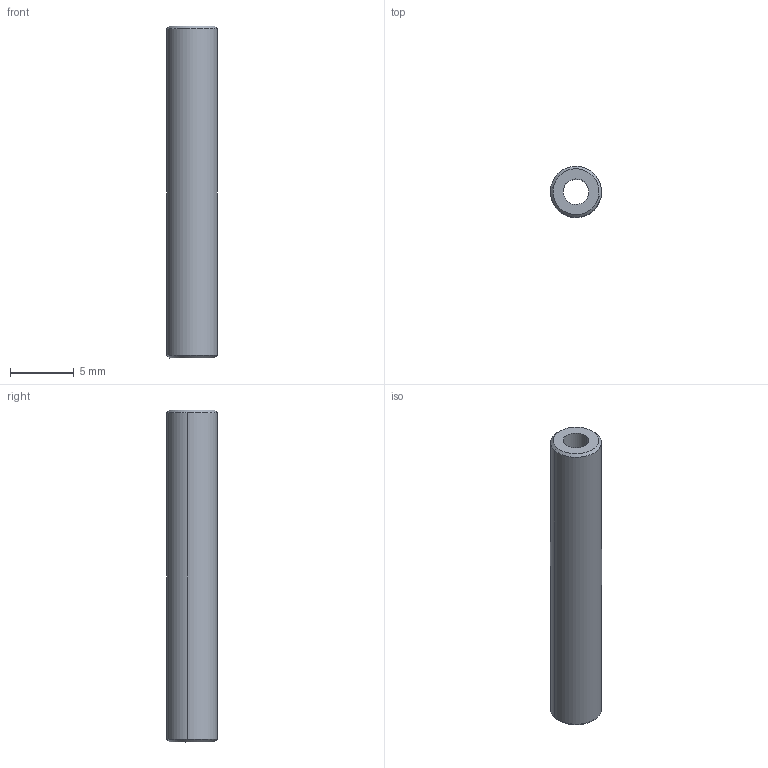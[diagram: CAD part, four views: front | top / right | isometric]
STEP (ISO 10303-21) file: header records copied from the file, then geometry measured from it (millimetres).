
FILE_DESCRIPTION(('FreeCAD Model'),'2;1');
FILE_NAME('Tubo teflon extruder DDG original 01.stp','2016-01-27T22:40:53',('FreeCAD'),( 'FreeCAD'),'Open CASCADE STEP processor 6.8','FreeCAD','Unknown');
FILE_SCHEMA(('AUTOMOTIVE_DESIGN_CC2 { 1 2 10303 214 -1 1 5 4 }'));
Length unit declared in the file: millimetre
Products named in the file (1): Open CASCADE STEP translator 6.8 113
Bounding box: 3.99 x 3.99 x 26 mm (x, y, z)
Volume: 244.5 mm3; surface area: 506.3 mm2
Topology: 1 solids, 1 shells, 10 faces, 20 edges, 12 vertices
Faces by surface type: bspline 8, plane 2
Entity records: 1282 total; most frequent: CARTESIAN_POINT 1011, ORIENTED_EDGE 40, B_SPLINE_CURVE_WITH_KNOTS 40, PCURVE 40, DEFINITIONAL_REPRESENTATION 40, EDGE_CURVE 20, SURFACE_CURVE 20, FACE_BOUND 12
